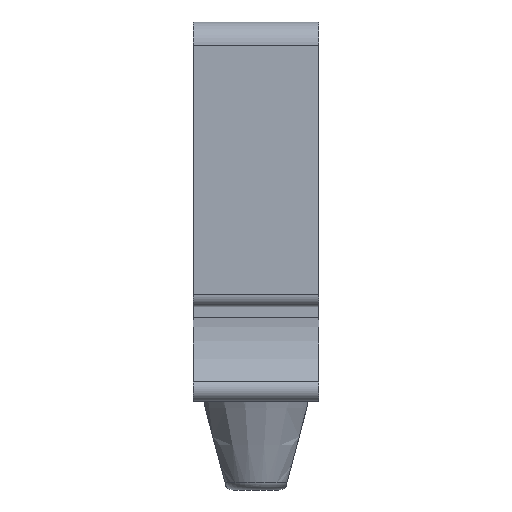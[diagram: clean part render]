
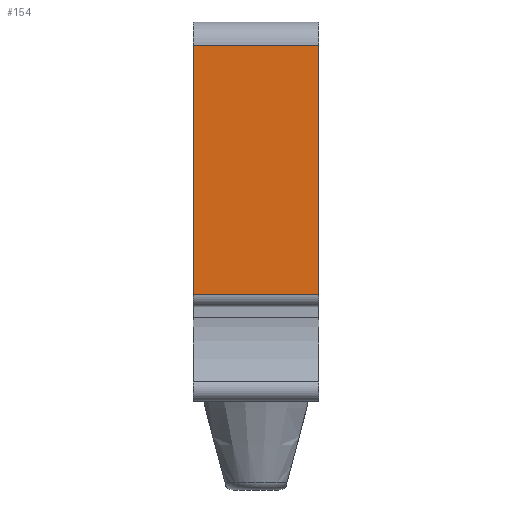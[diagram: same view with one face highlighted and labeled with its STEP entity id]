
A CAD part, left-side view. The second image highlights one B-rep face of the part: STEP entity #154.
In plain terms, the highlighted planar face has unit normal (-1, 0, 0).
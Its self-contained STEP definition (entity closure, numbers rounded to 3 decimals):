
#154 = ADVANCED_FACE( '', ( #336 ), #337, .T. );
#336 = FACE_OUTER_BOUND( '', #543, .T. );
#337 = PLANE( '', #544 );
#543 = EDGE_LOOP( '', ( #960, #961, #962, #963 ) );
#544 = AXIS2_PLACEMENT_3D( '', #964, #965, #966 );
#960 = ORIENTED_EDGE( '', *, *, #1290, .F. );
#961 = ORIENTED_EDGE( '', *, *, #1310, .T. );
#962 = ORIENTED_EDGE( '', *, *, #1438, .T. );
#963 = ORIENTED_EDGE( '', *, *, #1439, .T. );
#964 = CARTESIAN_POINT( '', ( -7.5, -2.65, 0. ) );
#965 = DIRECTION( '', ( -1., 0., 0. ) );
#966 = DIRECTION( '', ( 0., 0., 1. ) );
#1290 = EDGE_CURVE( '', #1554, #1556, #1557, .T. );
#1310 = EDGE_CURVE( '', #1554, #1592, #1595, .F. );
#1438 = EDGE_CURVE( '', #1592, #1788, #1789, .T. );
#1439 = EDGE_CURVE( '', #1788, #1556, #1790, .T. );
#1554 = VERTEX_POINT( '', #1941 );
#1556 = VERTEX_POINT( '', #1943 );
#1557 = LINE( '', #1944, #1945 );
#1592 = VERTEX_POINT( '', #1988 );
#1595 = LINE( '', #1991, #1992 );
#1788 = VERTEX_POINT( '', #2327 );
#1789 = LINE( '', #2328, #2329 );
#1790 = LINE( '', #2330, #2331 );
#1941 = CARTESIAN_POINT( '', ( -7.5, 2.65, 0.5 ) );
#1943 = CARTESIAN_POINT( '', ( -7.5, 2.65, 11. ) );
#1944 = CARTESIAN_POINT( '', ( -7.5, 2.65, 0. ) );
#1945 = VECTOR( '', #2458, 1000. );
#1988 = CARTESIAN_POINT( '', ( -7.5, -2.65, 0.5 ) );
#1991 = CARTESIAN_POINT( '', ( -7.5, -2.65, 0.5 ) );
#1992 = VECTOR( '', #2497, 1000. );
#2327 = CARTESIAN_POINT( '', ( -7.5, -2.65, 11. ) );
#2328 = CARTESIAN_POINT( '', ( -7.5, -2.65, 0. ) );
#2329 = VECTOR( '', #2600, 1000. );
#2330 = CARTESIAN_POINT( '', ( -7.5, -2.65, 11. ) );
#2331 = VECTOR( '', #2601, 1000. );
#2458 = DIRECTION( '', ( 0., 0., 1. ) );
#2497 = DIRECTION( '', ( 0., 1., 0. ) );
#2600 = DIRECTION( '', ( 0., 0., 1. ) );
#2601 = DIRECTION( '', ( 0., 1., 0. ) );
